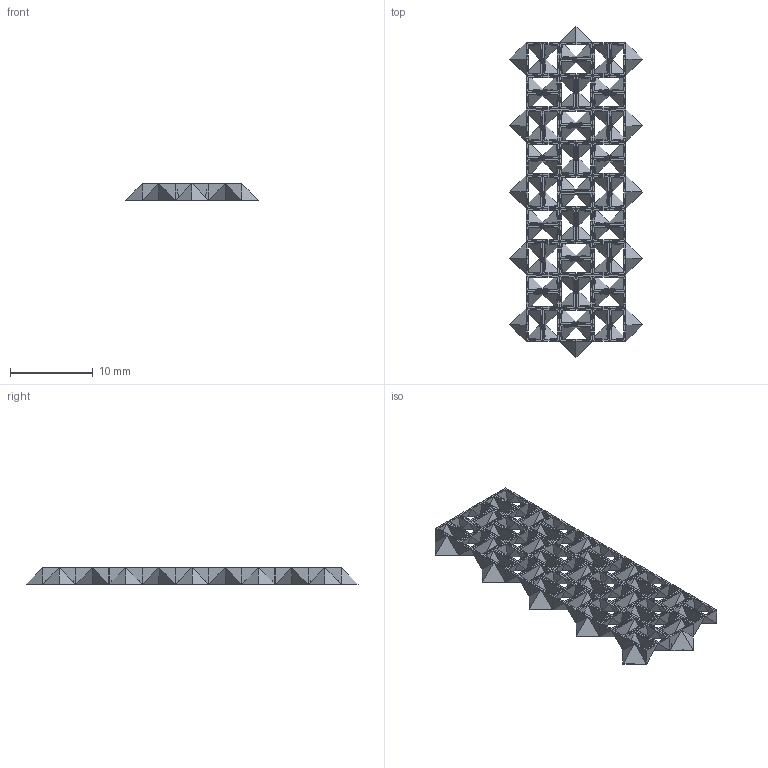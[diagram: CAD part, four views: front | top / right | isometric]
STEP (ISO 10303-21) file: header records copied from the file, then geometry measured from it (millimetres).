
FILE_DESCRIPTION(/* description */ (''),/* implementation_level */ '2;1');
FILE_NAME(/* name */ 'DemonstatorBlocks.step',/* time_stamp */ '2024-01-18T16:25:42+01:00',/* author */ (''),/* organization */ (''),/* preprocessor_version */ 'ST-DEVELOPER v20',/* originating_system */ 'Autodesk Translation Framework v12.14.0.127',/* authorisation */ '');
FILE_SCHEMA (('AUTOMOTIVE_DESIGN { 1 0 10303 214 3 1 1 }'));
Length unit declared in the file: millimetre
Products named in the file (1): (Unsaved)
Bounding box: 16 x 40 x 2 mm (x, y, z)
Volume: 287.2 mm3; surface area: 2829.3 mm2
Topology: 54 solids, 54 shells, 1944 faces, 2916 edges, 972 vertices
Faces by surface type: plane 1944
Entity records: 38108 total; most frequent: DIRECTION 6806, CARTESIAN_POINT 5833, ORIENTED_EDGE 5832, LINE 2916, VECTOR 2916, EDGE_CURVE 2916, AXIS2_PLACEMENT_3D 1945, FACE_OUTER_BOUND 1944
